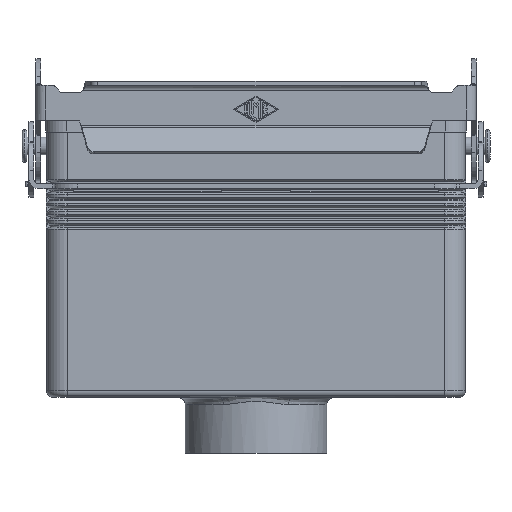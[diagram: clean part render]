
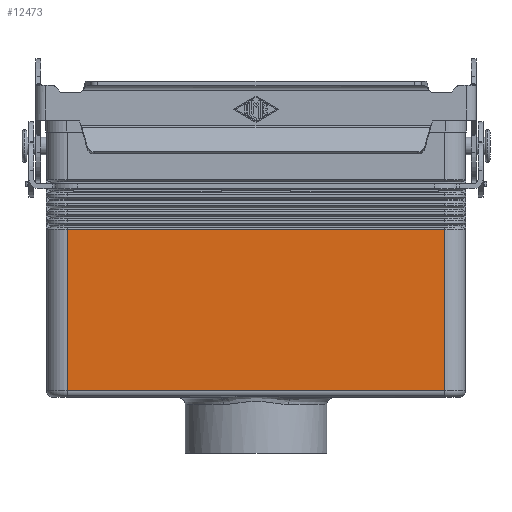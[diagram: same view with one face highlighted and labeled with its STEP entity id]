
A CAD part, front view. The second image highlights one B-rep face of the part: STEP entity #12473.
In plain terms, the highlighted planar face has unit normal (0, -1, 0).
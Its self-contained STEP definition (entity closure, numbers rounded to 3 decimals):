
#9342=CARTESIAN_POINT('',(54.0,-21.75,-23.827));
#9343=VERTEX_POINT('',#9342);
#9375=CARTESIAN_POINT('',(-54.0,-21.75,-23.827));
#9376=VERTEX_POINT('',#9375);
#9377=CARTESIAN_POINT('',(54.0,-21.75,-23.827));
#9378=DIRECTION('',(-1.0,0.0,0.0));
#9379=VECTOR('',#9378,108.0);
#9380=LINE('',#9377,#9379);
#9381=EDGE_CURVE('',#9343,#9376,#9380,.T.);
#12332=CARTESIAN_POINT('',(54.,-21.75,-70.));
#12333=VERTEX_POINT('',#12332);
#12334=CARTESIAN_POINT('',(54.0,-21.75,-23.827));
#12335=DIRECTION('',(0.0,0.0,-1.0));
#12336=VECTOR('',#12335,46.173);
#12337=LINE('',#12334,#12336);
#12338=EDGE_CURVE('',#9343,#12333,#12337,.T.);
#12450=CARTESIAN_POINT('',(-54.,-21.75,9.0));
#12451=DIRECTION('',(0.0,-1.0,0.0));
#12452=DIRECTION('',(0.0,0.0,-1.0));
#12453=AXIS2_PLACEMENT_3D('',#12450,#12451,#12452);
#12454=PLANE('',#12453);
#12455=ORIENTED_EDGE('',*,*,#9381,.T.);
#12456=CARTESIAN_POINT('',(-54.,-21.75,-70.));
#12457=VERTEX_POINT('',#12456);
#12458=CARTESIAN_POINT('',(-54.0,-21.75,-23.827));
#12459=DIRECTION('',(0.0,0.0,-1.0));
#12460=VECTOR('',#12459,46.173);
#12461=LINE('',#12458,#12460);
#12462=EDGE_CURVE('',#9376,#12457,#12461,.T.);
#12463=ORIENTED_EDGE('',*,*,#12462,.T.);
#12464=CARTESIAN_POINT('',(54.,-21.75,-70.));
#12465=DIRECTION('',(-1.0,0.0,0.0));
#12466=VECTOR('',#12465,108.);
#12467=LINE('',#12464,#12466);
#12468=EDGE_CURVE('',#12333,#12457,#12467,.T.);
#12469=ORIENTED_EDGE('',*,*,#12468,.F.);
#12470=ORIENTED_EDGE('',*,*,#12338,.F.);
#12471=EDGE_LOOP('',(#12455,#12463,#12469,#12470));
#12472=FACE_OUTER_BOUND('',#12471,.T.);
#12473=ADVANCED_FACE('',(#12472),#12454,.T.);
